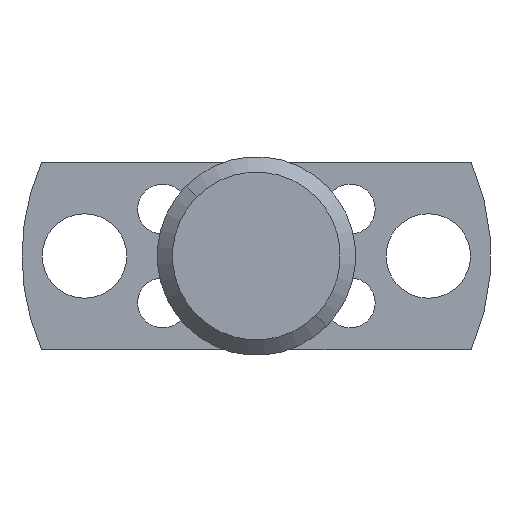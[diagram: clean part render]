
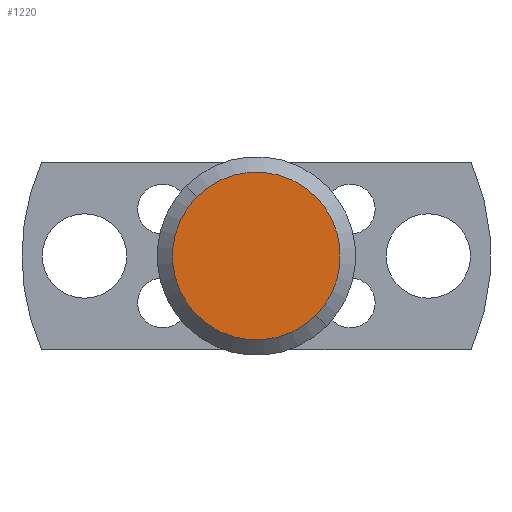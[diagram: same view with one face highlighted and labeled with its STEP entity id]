
A CAD part, front view. The second image highlights one B-rep face of the part: STEP entity #1220.
In plain terms, the highlighted planar face has unit normal (0, -1, 0).
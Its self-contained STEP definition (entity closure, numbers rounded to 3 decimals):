
#704 = AXIS2_PLACEMENT_3D ( 'NONE', #6017, #4395, #3418 ) ;
#841 = DIRECTION ( 'NONE',  ( 0., -1., 0. ) ) ;
#858 = FACE_OUTER_BOUND ( 'NONE', #2123, .T. ) ;
#1120 = CARTESIAN_POINT ( 'NONE',  ( -1.899, -11., 1.899 ) ) ;
#1220 = ADVANCED_FACE ( 'Defeature ausgef�hrt2_9', ( #858 ), #1342, .T. ) ;
#1342 = PLANE ( 'NONE',  #1650 ) ;
#1647 = DIRECTION ( 'NONE',  ( 0.707, 0., -0.707 ) ) ;
#1650 = AXIS2_PLACEMENT_3D ( 'NONE', #3617, #841, #6627 ) ;
#2123 = EDGE_LOOP ( 'NONE', ( #3955, #5647 ) ) ;
#2451 = VERTEX_POINT ( 'NONE', #6208 ) ;
#3376 = EDGE_CURVE ( 'Defeature ausgef�hrt2_9+Defeature ausgef�hrt2_4+Defeature ausgef�hrt2_4+Defeature ausgef�hrt2_4', #3500, #2451, #4938, .T. ) ;
#3418 = DIRECTION ( 'NONE',  ( 0.707, 0., -0.707 ) ) ;
#3468 = AXIS2_PLACEMENT_3D ( 'NONE', #5755, #4254, #1647 ) ;
#3500 = VERTEX_POINT ( 'NONE', #1120 ) ;
#3617 = CARTESIAN_POINT ( 'NONE',  ( 1.644, -11., 1.644 ) ) ;
#3955 = ORIENTED_EDGE ( 'NONE', *, *, #5483, .T. ) ;
#4254 = DIRECTION ( 'NONE',  ( 0., -1., 0. ) ) ;
#4395 = DIRECTION ( 'NONE',  ( 0., -1., 0. ) ) ;
#4938 = CIRCLE ( 'NONE', #3468, 2.685 ) ;
#5483 = EDGE_CURVE ( 'Defeature ausgef�hrt2_9+Defeature ausgef�hrt2_4+Defeature ausgef�hrt2_4+Defeature ausgef�hrt2_4', #2451, #3500, #6080, .T. ) ;
#5647 = ORIENTED_EDGE ( 'NONE', *, *, #3376, .T. ) ;
#5755 = CARTESIAN_POINT ( 'NONE',  ( 0., -11., 0. ) ) ;
#6017 = CARTESIAN_POINT ( 'NONE',  ( 0., -11., 0. ) ) ;
#6080 = CIRCLE ( 'NONE', #704, 2.685 ) ;
#6208 = CARTESIAN_POINT ( 'NONE',  ( 1.899, -11., -1.899 ) ) ;
#6627 = DIRECTION ( 'NONE',  ( 0.707, 0., -0.707 ) ) ;
